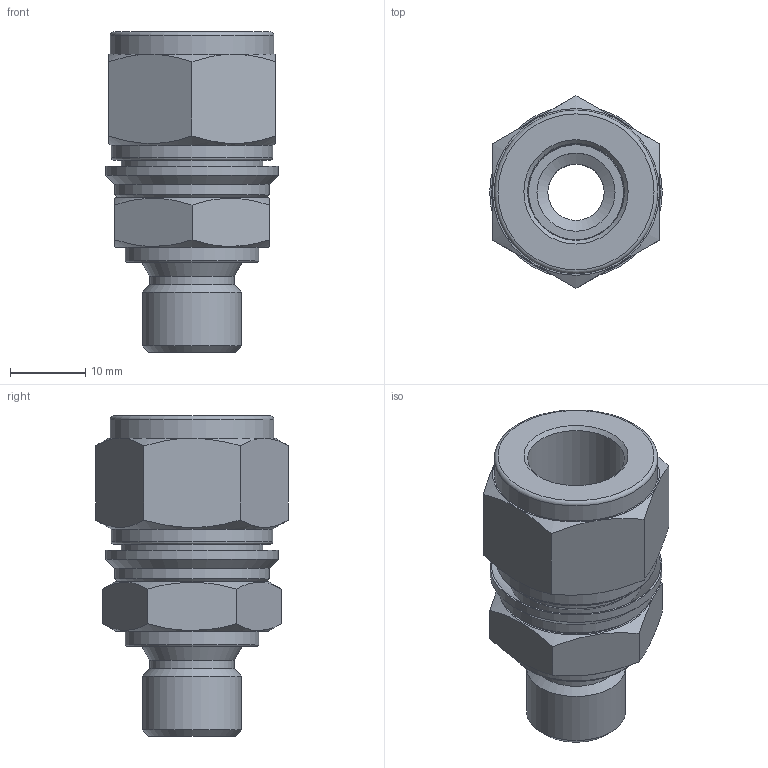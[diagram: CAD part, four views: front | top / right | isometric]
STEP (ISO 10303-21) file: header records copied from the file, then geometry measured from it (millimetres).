
FILE_DESCRIPTION(/* description */ (''),/* implementation_level */ '2;1');
FILE_NAME(/* name */ 'SGMCI-8-4G.stp',/* time_stamp */ '2022-05-06T08:25:45+09:00',/* author */ ('user'),/* organization */ (''),/* preprocessor_version */ 'ST-DEVELOPER v18.1',/* originating_system */ 'Autodesk Inventor 2022',/* authorisation */ '');
FILE_SCHEMA (('AUTOMOTIVE_DESIGN { 1 0 10303 214 3 1 1 }'));
Length unit declared in the file: millimetre
Products named in the file (1): SGMC-8-4G
Bounding box: 23 x 25.66 x 42.7 mm (x, y, z)
Volume: 8959.2 mm3; surface area: 5526.2 mm2
Topology: 1 solids, 1 shells, 61 faces, 129 edges, 80 vertices
Faces by surface type: plane 24, cone 21, cylinder 13, torus 3
Full cylindrical faces by diameter (mm): 7.496 x1, 10.414 x1, 11.2 x1, 12.9 x1, 13.16 x1, 17.2 x1, 17.7 x1, 17.8 x1, 18.9 x1, 20.6 x1, 21.5 x1, 21.8 x1, 23 x1
Entity records: 1647 total; most frequent: CARTESIAN_POINT 331, DIRECTION 276, ORIENTED_EDGE 258, EDGE_CURVE 129, AXIS2_PLACEMENT_3D 115, VERTEX_POINT 80, EDGE_LOOP 73, FACE_OUTER_BOUND 61
